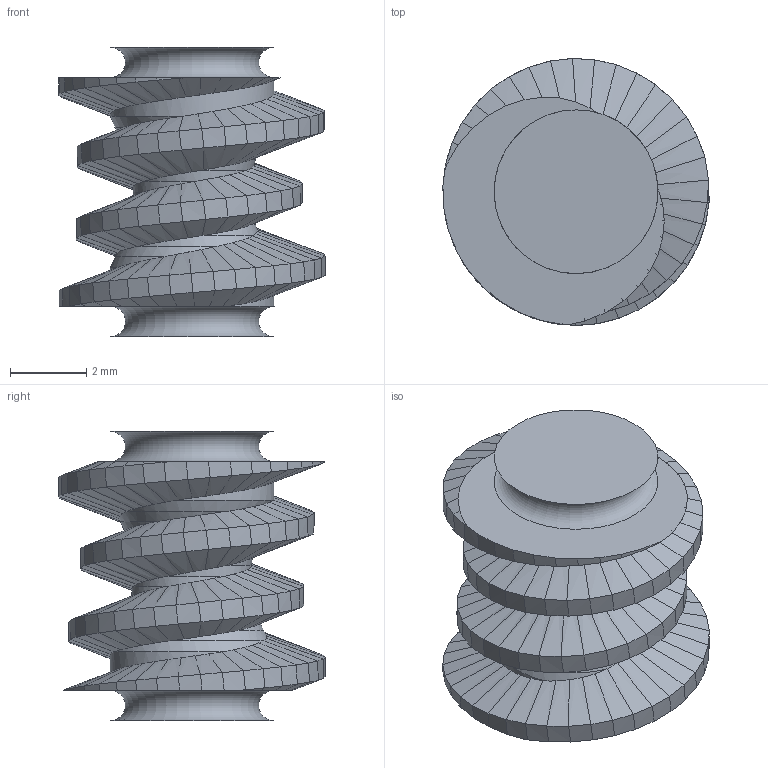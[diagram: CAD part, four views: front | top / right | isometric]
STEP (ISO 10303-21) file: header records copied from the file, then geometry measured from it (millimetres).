
FILE_DESCRIPTION(('Open CASCADE Model'),'2;1');
FILE_NAME('Open CASCADE Shape Model','2026-02-06T19:27:09',('Author'),( 'Open CASCADE'),'Open CASCADE STEP processor 7.8','build123d', 'Unknown');
FILE_SCHEMA(('AUTOMOTIVE_DESIGN { 1 0 10303 214 1 1 1 1 }'));
Length unit declared in the file: millimetre
Products named in the file (1): COMPOUND
Bounding box: 6.99 x 7 x 7.6 mm (x, y, z)
Volume: 152.1 mm3; surface area: 279.9 mm2
Topology: 1 solids, 1 shells, 385 faces, 932 edges, 549 vertices
Faces by surface type: bspline 363, cone 14, plane 4, torus 2, cylinder 2
Entity records: 27420 total; most frequent: CARTESIAN_POINT 12087, ORIENTED_EDGE 1864, PCURVE 1864, DEFINITIONAL_REPRESENTATION 1864, DIRECTION 1513, LINE 1412, VECTOR 1412, B_SPLINE_CURVE_WITH_KNOTS 1354
